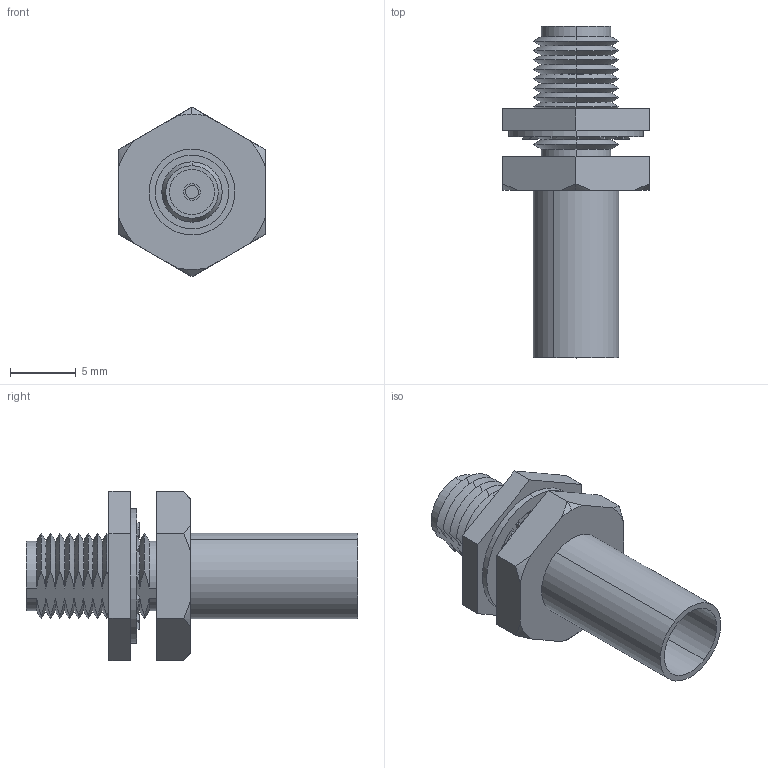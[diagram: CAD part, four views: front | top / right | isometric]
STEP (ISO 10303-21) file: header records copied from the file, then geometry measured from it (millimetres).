
FILE_DESCRIPTION (( 'STEP AP203' ), '1' );
FILE_NAME ('BAC04.STEP', '2006-06-30T19:27:29', ( ' ' ), ( ' ' ), 'SwSTEP 2.0', 'SolidWorks 2005354', '' );
FILE_SCHEMA (( 'CONFIG_CONTROL_DESIGN' ));
Length unit declared in the file: inch
Products named in the file (6): BAC04; BAC04-MA2; BAC04-MA3_without fillets; BAC04-MA1_for RG316; BAC04-MA4
Assembly tree (5 placements, depth 2):
  BAC04
    BAC04-MA1_for RG316
    BAC04-MA2
    BAC04
    BAC04-MA4
    BAC04-MA3_without fillets
Bounding box: 11.13 x 25.15 x 12.85 mm (x, y, z)
Volume: 792.7 mm3; surface area: 1781.3 mm2
Topology: 5 solids, 5 shells, 321 faces, 824 edges, 518 vertices
Faces by surface type: plane 158, cone 83, cylinder 80
Entity records: 10564 total; most frequent: CARTESIAN_POINT 2151, ORIENTED_EDGE 1648, DIRECTION 1612, EDGE_CURVE 824, AXIS2_PLACEMENT_3D 551, VERTEX_POINT 518, LINE 510, VECTOR 510
